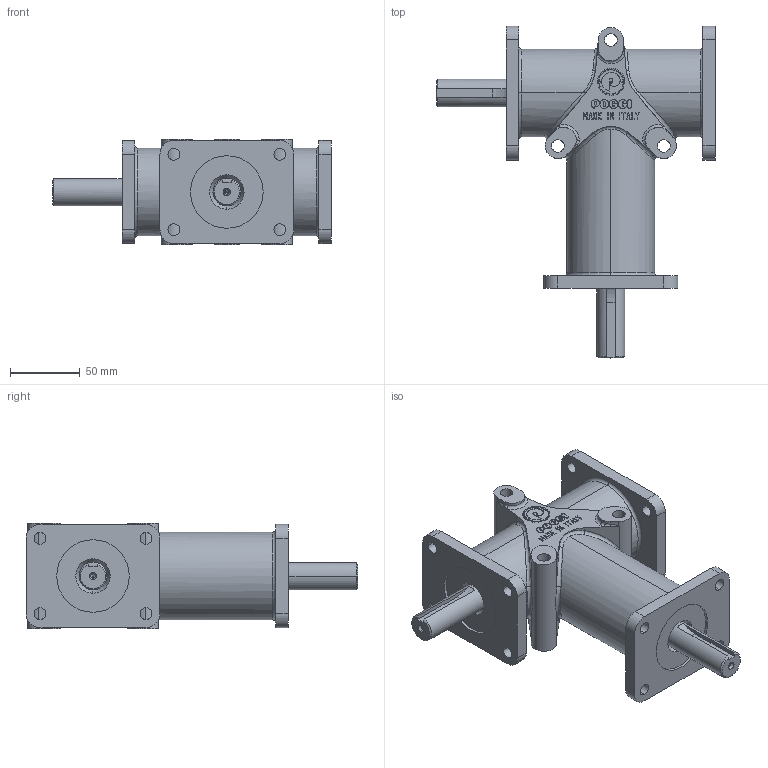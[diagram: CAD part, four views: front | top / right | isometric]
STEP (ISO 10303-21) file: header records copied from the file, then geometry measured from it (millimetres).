
FILE_DESCRIPTION(('STEP AP214'),'1');
FILE_NAME('185030121.stp','2017-01-12T13:03:35',('TraceParts'),('TraceParts S.A.'),'Spatial InterOp 3D',' ',' ');
FILE_SCHEMA(('automotive_design'));
Length unit declared in the file: millimetre
Products named in the file (1): 1
Bounding box: 200 x 238 x 76 mm (x, y, z)
Volume: 1024850.1 mm3; surface area: 111742.3 mm2
Topology: 1 solids, 1 shells, 831 faces, 2284 edges, 1499 vertices
Faces by surface type: plane 383, extrusion 250, cylinder 109, bspline 56, cone 17, torus 16
Entity records: 50049 total; most frequent: CARTESIAN_POINT 23650, ORIENTED_EDGE 4536, DIRECTION 3171, EDGE_CURVE 2268, VERTEX_POINT 1499, VECTOR 1411, LINE 1161, B_SPLINE_CURVE_WITH_KNOTS 1003
